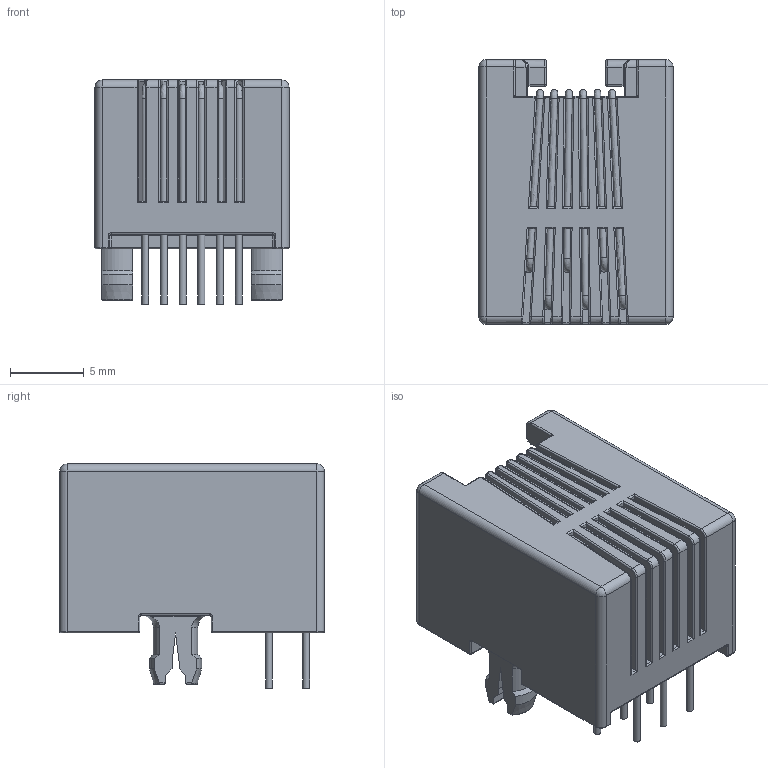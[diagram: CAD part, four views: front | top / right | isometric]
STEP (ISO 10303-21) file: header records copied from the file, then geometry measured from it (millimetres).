
FILE_DESCRIPTION(/* description */ (''),/* implementation_level */ '2;1');
FILE_NAME(/* name */ 'Amphenol ICC - 54601-906WPLFc.step',/* time_stamp */ '2020-06-25T14:58:07+01:00',/* author */ (''),/* organization */ (''),/* preprocessor_version */ 'ST-DEVELOPER v18.1',/* originating_system */ 'Autodesk Translation Framework v9.3.0.1241',/* authorisation */ '');
FILE_SCHEMA (('AUTOMOTIVE_DESIGN { 1 0 10303 214 3 1 1 }'));
Length unit declared in the file: millimetre
Products named in the file (1):  Amphenol ICC - 54601-906WPLFc
Bounding box: 13.2 x 18 x 15.25 mm (x, y, z)
Volume: 1713.8 mm3; surface area: 2138.1 mm2
Topology: 1 solids, 4 shells, 810 faces, 2113 edges, 1211 vertices
Faces by surface type: cylinder 293, plane 250, bspline 182, torus 46, sphere 31, cone 8
Full cylindrical faces by diameter (mm): 0.46 x8, 0.461 x1
Entity records: 37926 total; most frequent: CARTESIAN_POINT 19206, ORIENTED_EDGE 4148, DIRECTION 3588, EDGE_CURVE 2074, AXIS2_PLACEMENT_3D 1314, VERTEX_POINT 1199, LINE 960, VECTOR 960
